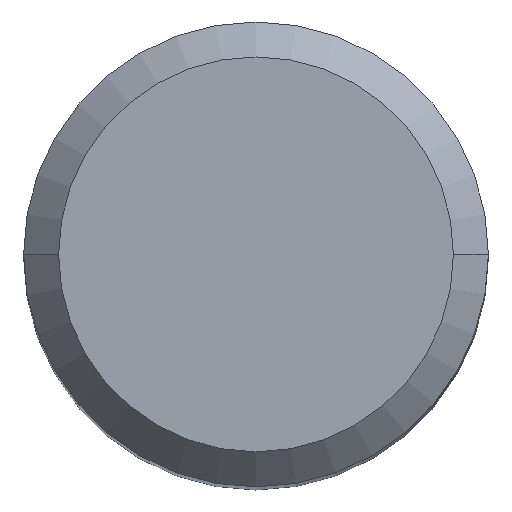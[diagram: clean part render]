
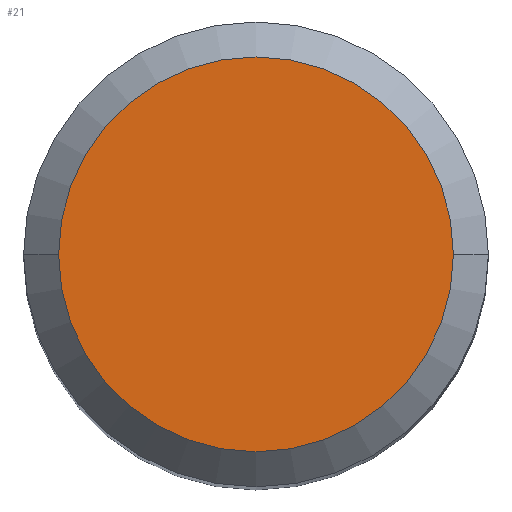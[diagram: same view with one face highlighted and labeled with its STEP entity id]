
A CAD part, top view. The second image highlights one B-rep face of the part: STEP entity #21.
In plain terms, the highlighted planar face has unit normal (0, 0, 1).
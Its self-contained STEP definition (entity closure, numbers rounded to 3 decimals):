
#1=CARTESIAN_POINT('POINT1',(-0.017,0.,
   0.16));
#2=VERTEX_POINT('VERTEX1',#1);
#3=CARTESIAN_POINT('POINT2',(0.017,0.,
   0.16));
#4=VERTEX_POINT('VERTEX2',#3);
#5=CARTESIAN_POINT('POS1',(0.,0.,0.16));
#6=DIRECTION('DIR1',(0.,0.,1.));
#7=DIRECTION('DIR2',(-1.,0.,0.));
#8=AXIS2_PLACEMENT_3D('AXIS1',#5,#6,#7);
#9=CIRCLE('ELLIPSE1',#8,0.017);
#10=EDGE_CURVE('EDGE1',#2,#4,#9,.F.);
#11=ORIENTED_EDGE('COEDGE1',*,*,#10,.F.);
#12=EDGE_CURVE('EDGE2',#4,#2,#9,.F.);
#13=ORIENTED_EDGE('COEDGE2',*,*,#12,.F.);
#14=EDGE_LOOP('NONE',(#11,#13));
#15=FACE_BOUND('LOOP1',#14,.T.);
#16=CARTESIAN_POINT('POS2',(0.,0.,0.16));
#17=DIRECTION('DIR3',(0.,0.,1.));
#18=DIRECTION('DIR4',(1.,0.,0.));
#19=AXIS2_PLACEMENT_3D('AXIS2',#16,#17,#18);
#20=PLANE('PLANE1',#19);
#21=ADVANCED_FACE('FACE1',(#15),#20,.T.);
